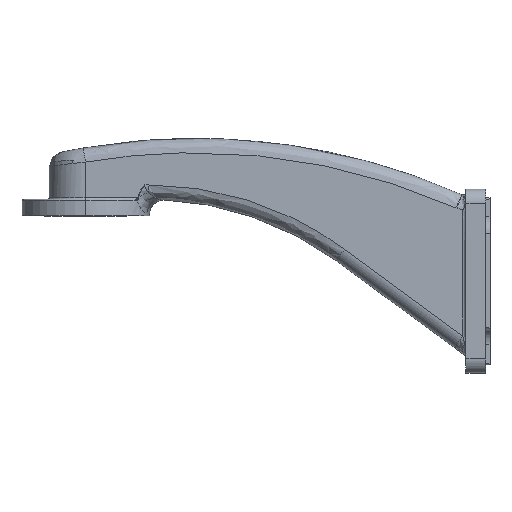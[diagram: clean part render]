
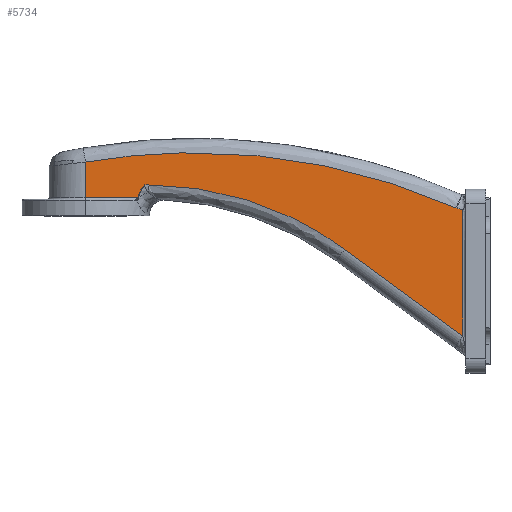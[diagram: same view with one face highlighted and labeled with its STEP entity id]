
A CAD part, top view. The second image highlights one B-rep face of the part: STEP entity #5734.
In plain terms, the highlighted free-form (B-spline) face has degree [1, 1] with [2, 2] control points.
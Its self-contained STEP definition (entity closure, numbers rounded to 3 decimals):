
#1448 = VERTEX_POINT('',#1449);
#1449 = CARTESIAN_POINT('',(-261.993,82.081,
    25.109));
#1546 = VERTEX_POINT('',#1547);
#1547 = CARTESIAN_POINT('',(-261.993,57.456,
    25.109));
#1555 = EDGE_CURVE('',#1546,#1448,#1556,.T.);
#1556 = B_SPLINE_CURVE_WITH_KNOTS('',1,(#1557,#1558),.UNSPECIFIED.,.F.,
  .F.,(2,2),(122.,146.859),.PIECEWISE_BEZIER_KNOTS.);
#1557 = CARTESIAN_POINT('',(-261.993,57.456,
    25.109));
#1558 = CARTESIAN_POINT('',(-261.993,82.081,
    25.109));
#2307 = VERTEX_POINT('',#2308);
#2308 = CARTESIAN_POINT('',(-221.096,66.371,
    25.388));
#5734 = ADVANCED_FACE('',(#5735),#5837,.F.);
#5735 = FACE_BOUND('',#5736,.T.);
#5736 = EDGE_LOOP('',(#5737,#5748,#5769,#5776,#5784,#5791,#5798,#5815,
    #5824,#5831,#5832));
#5737 = ORIENTED_EDGE('',*,*,#5738,.T.);
#5738 = EDGE_CURVE('',#5739,#5741,#5743,.T.);
#5739 = VERTEX_POINT('',#5740);
#5740 = CARTESIAN_POINT('',(-226.051,57.456,
    25.354));
#5741 = VERTEX_POINT('',#5742);
#5742 = CARTESIAN_POINT('',(-226.029,57.559,
    25.354));
#5743 = B_SPLINE_CURVE_WITH_KNOTS('',3,(#5744,#5745,#5746,#5747),
  .UNSPECIFIED.,.F.,.F.,(4,4),(0.,0.),
  .PIECEWISE_BEZIER_KNOTS.);
#5744 = CARTESIAN_POINT('',(-226.051,57.456,
    25.354));
#5745 = CARTESIAN_POINT('',(-226.044,57.49,
    25.354));
#5746 = CARTESIAN_POINT('',(-226.036,57.525,
    25.354));
#5747 = CARTESIAN_POINT('',(-226.029,57.559,
    25.354));
#5748 = ORIENTED_EDGE('',*,*,#5749,.T.);
#5749 = EDGE_CURVE('',#5741,#2307,#5750,.T.);
#5750 = B_SPLINE_CURVE_WITH_KNOTS('',3,(#5751,#5752,#5753,#5754,#5755,
    #5756,#5757,#5758,#5759,#5760,#5761,#5762,#5763,#5764,#5765,#5766,
    #5767,#5768),.UNSPECIFIED.,.F.,.F.,(4,2,2,2,2,2,2,2,4),(0.,
    0.003,0.005,0.006,
    0.008,0.009,0.01,
    0.01,0.01),.UNSPECIFIED.);
#5751 = CARTESIAN_POINT('',(-226.029,57.559,
    25.354));
#5752 = CARTESIAN_POINT('',(-225.847,58.399,
    25.355));
#5753 = CARTESIAN_POINT('',(-225.611,59.217,
    25.357));
#5754 = CARTESIAN_POINT('',(-225.025,60.812,
    25.361));
#5755 = CARTESIAN_POINT('',(-224.676,61.589,
    25.363));
#5756 = CARTESIAN_POINT('',(-224.057,62.717,
    25.367));
#5757 = CARTESIAN_POINT('',(-223.836,63.086,
    25.369));
#5758 = CARTESIAN_POINT('',(-223.365,63.803,
    25.372));
#5759 = CARTESIAN_POINT('',(-223.115,64.152,
    25.374));
#5760 = CARTESIAN_POINT('',(-222.585,64.829,
    25.377));
#5761 = CARTESIAN_POINT('',(-222.306,65.155,
    25.379));
#5762 = CARTESIAN_POINT('',(-221.867,65.625,
    25.382));
#5763 = CARTESIAN_POINT('',(-221.718,65.779,
    25.383));
#5764 = CARTESIAN_POINT('',(-221.488,66.005,
    25.385));
#5765 = CARTESIAN_POINT('',(-221.411,66.079,
    25.385));
#5766 = CARTESIAN_POINT('',(-221.255,66.226,
    25.387));
#5767 = CARTESIAN_POINT('',(-221.175,66.3,
    25.387));
#5768 = CARTESIAN_POINT('',(-221.096,66.371,
    25.388));
#5769 = ORIENTED_EDGE('',*,*,#5770,.T.);
#5770 = EDGE_CURVE('',#2307,#5771,#5773,.T.);
#5771 = VERTEX_POINT('',#5772);
#5772 = CARTESIAN_POINT('',(-218.751,66.371,
    25.404));
#5773 = B_SPLINE_CURVE_WITH_KNOTS('',1,(#5774,#5775),.UNSPECIFIED.,.F.,
  .F.,(2,2),(-223.196,-220.829),.PIECEWISE_BEZIER_KNOTS.);
#5774 = CARTESIAN_POINT('',(-221.096,66.371,
    25.388));
#5775 = CARTESIAN_POINT('',(-218.751,66.371,
    25.404));
#5776 = ORIENTED_EDGE('',*,*,#5777,.T.);
#5777 = EDGE_CURVE('',#5771,#5778,#5780,.T.);
#5778 = VERTEX_POINT('',#5779);
#5779 = CARTESIAN_POINT('',(-83.475,22.051,
    26.326));
#5780 = ( BOUNDED_CURVE() B_SPLINE_CURVE(2,(#5781,#5782,#5783),
.UNSPECIFIED.,.F.,.F.) B_SPLINE_CURVE_WITH_KNOTS((3,3),(1.571,
2.204),.PIECEWISE_BEZIER_KNOTS.) CURVE() 
GEOMETRIC_REPRESENTATION_ITEM() RATIONAL_B_SPLINE_CURVE((1.,
0.95,1.)) REPRESENTATION_ITEM('') );
#5781 = CARTESIAN_POINT('',(-218.751,66.371,
    25.404));
#5782 = CARTESIAN_POINT('',(-143.853,66.371,
    25.914));
#5783 = CARTESIAN_POINT('',(-83.475,22.051,
    26.326));
#5784 = ORIENTED_EDGE('',*,*,#5785,.T.);
#5785 = EDGE_CURVE('',#5778,#5786,#5788,.T.);
#5786 = VERTEX_POINT('',#5787);
#5787 = CARTESIAN_POINT('',(-1.968,-37.779,
    26.882));
#5788 = B_SPLINE_CURVE_WITH_KNOTS('',1,(#5789,#5790),.UNSPECIFIED.,.F.,
  .F.,(2,2),(-283.271,-181.202),.PIECEWISE_BEZIER_KNOTS.);
#5789 = CARTESIAN_POINT('',(-83.475,22.051,
    26.326));
#5790 = CARTESIAN_POINT('',(-1.968,-37.779,
    26.882));
#5791 = ORIENTED_EDGE('',*,*,#5792,.T.);
#5792 = EDGE_CURVE('',#5786,#5793,#5795,.T.);
#5793 = VERTEX_POINT('',#5794);
#5794 = CARTESIAN_POINT('',(-1.968,49.614,
    26.882));
#5795 = B_SPLINE_CURVE_WITH_KNOTS('',1,(#5796,#5797),.UNSPECIFIED.,.F.,
  .F.,(2,2),(303.52,391.741),.PIECEWISE_BEZIER_KNOTS.);
#5796 = CARTESIAN_POINT('',(-1.968,-37.779,
    26.882));
#5797 = CARTESIAN_POINT('',(-1.968,49.614,
    26.882));
#5798 = ORIENTED_EDGE('',*,*,#5799,.T.);
#5799 = EDGE_CURVE('',#5793,#5800,#5802,.T.);
#5800 = VERTEX_POINT('',#5801);
#5801 = CARTESIAN_POINT('',(-5.999,50.289,
    26.854));
#5802 = B_SPLINE_CURVE_WITH_KNOTS('',3,(#5803,#5804,#5805,#5806,#5807,
    #5808,#5809,#5810,#5811,#5812,#5813,#5814),.UNSPECIFIED.,.F.,.F.,(4,
    1,1,1,1,2,2,4),(0.,0.25,0.375,0.438,0.469,0.484,0.5,1.),
  .UNSPECIFIED.);
#5803 = CARTESIAN_POINT('',(-1.968,49.614,
    26.882));
#5804 = CARTESIAN_POINT('',(-2.312,49.607,
    26.879));
#5805 = CARTESIAN_POINT('',(-2.83,49.62,26.876
    ));
#5806 = CARTESIAN_POINT('',(-3.437,49.681,
    26.872));
#5807 = CARTESIAN_POINT('',(-3.741,49.723,
    26.87));
#5808 = CARTESIAN_POINT('',(-3.894,49.747,
    26.869));
#5809 = CARTESIAN_POINT('',(-3.959,49.758,
    26.868));
#5810 = CARTESIAN_POINT('',(-4.003,49.765,
    26.868));
#5811 = CARTESIAN_POINT('',(-4.026,49.769,
    26.868));
#5812 = CARTESIAN_POINT('',(-4.69,49.885,
    26.863));
#5813 = CARTESIAN_POINT('',(-5.341,50.057,
    26.859));
#5814 = CARTESIAN_POINT('',(-5.999,50.289,
    26.854));
#5815 = ORIENTED_EDGE('',*,*,#5816,.T.);
#5816 = EDGE_CURVE('',#5800,#5817,#5819,.T.);
#5817 = VERTEX_POINT('',#5818);
#5818 = CARTESIAN_POINT('',(-6.86,50.631,
    26.848));
#5819 = ( BOUNDED_CURVE() B_SPLINE_CURVE(3,(#5820,#5821,#5822,#5823),
.UNSPECIFIED.,.F.,.F.) B_SPLINE_CURVE_WITH_KNOTS((4,4),(1.91,
1.987),.PIECEWISE_BEZIER_KNOTS.) CURVE() 
GEOMETRIC_REPRESENTATION_ITEM() RATIONAL_B_SPLINE_CURVE((1.,
0.999,0.999,1.)) REPRESENTATION_ITEM('') );
#5820 = CARTESIAN_POINT('',(-5.999,50.289,
    26.854));
#5821 = CARTESIAN_POINT('',(-6.29,50.392,
    26.852));
#5822 = CARTESIAN_POINT('',(-6.577,50.506,
    26.85));
#5823 = CARTESIAN_POINT('',(-6.86,50.631,
    26.848));
#5824 = ORIENTED_EDGE('',*,*,#5825,.T.);
#5825 = EDGE_CURVE('',#5817,#1448,#5826,.T.);
#5826 = ( BOUNDED_CURVE() B_SPLINE_CURVE(3,(#5827,#5828,#5829,#5830),
.UNSPECIFIED.,.F.,.F.) B_SPLINE_CURVE_WITH_KNOTS((4,4),(1.154,
1.742),.PIECEWISE_BEZIER_KNOTS.) CURVE() 
GEOMETRIC_REPRESENTATION_ITEM() RATIONAL_B_SPLINE_CURVE((1.,
0.971,0.971,1.)) REPRESENTATION_ITEM('') );
#5827 = CARTESIAN_POINT('',(-6.86,50.631,
    26.848));
#5828 = CARTESIAN_POINT('',(-87.524,86.331,
    26.298));
#5829 = CARTESIAN_POINT('',(-175.074,97.123,
    25.701));
#5830 = CARTESIAN_POINT('',(-261.993,82.081,
    25.109));
#5831 = ORIENTED_EDGE('',*,*,#1555,.F.);
#5832 = ORIENTED_EDGE('',*,*,#5833,.T.);
#5833 = EDGE_CURVE('',#1546,#5739,#5834,.T.);
#5834 = B_SPLINE_CURVE_WITH_KNOTS('',1,(#5835,#5836),.UNSPECIFIED.,.F.,
  .F.,(2,2),(-36.54,-0.257),.PIECEWISE_BEZIER_KNOTS.);
#5835 = CARTESIAN_POINT('',(-261.993,57.456,
    25.109));
#5836 = CARTESIAN_POINT('',(-226.051,57.456,
    25.354));
#5837 = B_SPLINE_SURFACE_WITH_KNOTS('',1,1,(
    (#5838,#5839)
    ,(#5840,#5841
    )),.UNSPECIFIED.,.F.,.F.,.F.,(2,2),(2,2),(1.986,
    264.482),(303.52,439.7),
  .PIECEWISE_BEZIER_KNOTS.);
#5838 = CARTESIAN_POINT('',(-1.968,-37.779,
    26.882));
#5839 = CARTESIAN_POINT('',(-1.968,97.123,
    26.882));
#5840 = CARTESIAN_POINT('',(-261.993,-37.779,
    25.109));
#5841 = CARTESIAN_POINT('',(-261.993,97.123,
    25.109));
